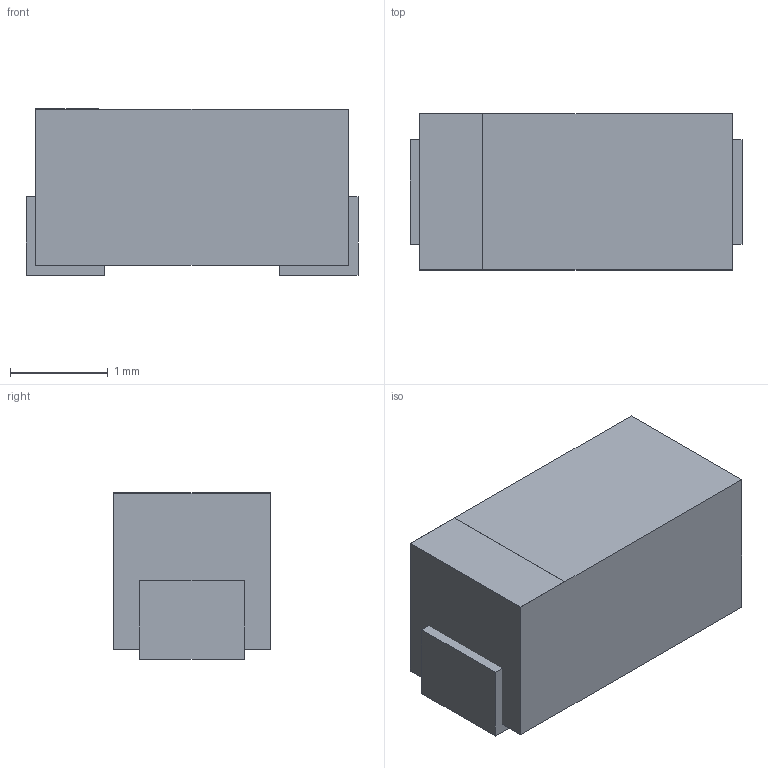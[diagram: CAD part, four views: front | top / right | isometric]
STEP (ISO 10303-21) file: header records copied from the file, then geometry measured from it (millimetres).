
FILE_DESCRIPTION( ( '' ), ' ' );
FILE_NAME( '5896264d2bc27d0f945f0b5a.step', '2017-02-04T19:06:53', ( '' ), ( '' ), ' ', ' ', ' ' );
FILE_SCHEMA( ( 'AUTOMOTIVE_DESIGN { 1 0 10303 214 1 1 1 1 }' ) );
Length unit declared in the file: metre
Products named in the file (4): Open CASCADE STEP translator 6.8 8; Open CASCADE STEP translator 6.8 7; Open CASCADE STEP translator 6.8 6; Open CASCADE STEP translator 6.8 5
Bounding box: 3.4 x 1.6 x 1.7 mm (x, y, z)
Surface area: 37 mm2
Topology: 4 solids, 4 shells, 24 faces, 48 edges, 32 vertices
Faces by surface type: plane 24
Entity records: 1090 total; most frequent: CARTESIAN_POINT 108, DIRECTION 104, ORIENTED_EDGE 96, STYLED_ITEM 72, PRESENTATION_STYLE_ASSIGNMENT 72, COLOUR_RGB 72, EDGE_CURVE 48, CURVE_STYLE 48
